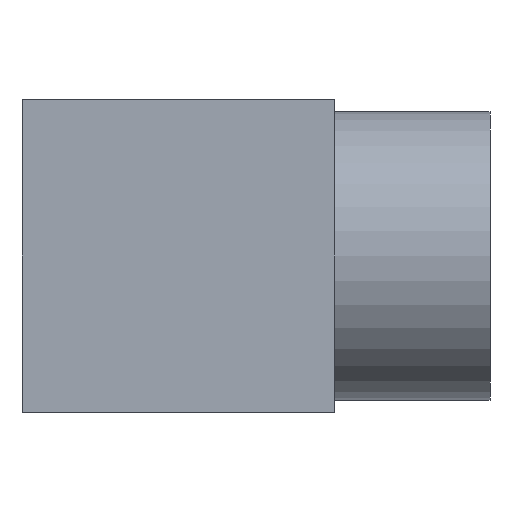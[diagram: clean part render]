
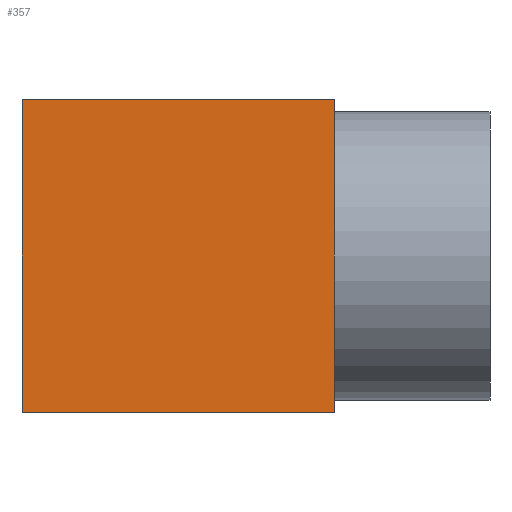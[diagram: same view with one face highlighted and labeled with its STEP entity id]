
A CAD part, left-side view. The second image highlights one B-rep face of the part: STEP entity #357.
In plain terms, the highlighted planar face has unit normal (-1, 0, 0).
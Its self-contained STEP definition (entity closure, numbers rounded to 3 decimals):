
#15=LINE('',#4099,#27);
#16=LINE('',#4101,#28);
#17=LINE('',#4103,#29);
#18=LINE('',#4104,#30);
#27=VECTOR('',#461,10.);
#28=VECTOR('',#462,10.);
#29=VECTOR('',#463,10.);
#30=VECTOR('',#464,10.);
#40=PLANE('',#399);
#86=FACE_OUTER_BOUND('',#116,.T.);
#116=EDGE_LOOP('',(#298,#299,#300,#301));
#194=VERTEX_POINT('',#4097);
#195=VERTEX_POINT('',#4098);
#196=VERTEX_POINT('',#4100);
#197=VERTEX_POINT('',#4102);
#236=EDGE_CURVE('',#194,#195,#15,.T.);
#237=EDGE_CURVE('',#194,#196,#16,.T.);
#238=EDGE_CURVE('',#197,#196,#17,.T.);
#239=EDGE_CURVE('',#195,#197,#18,.T.);
#298=ORIENTED_EDGE('',*,*,#236,.F.);
#299=ORIENTED_EDGE('',*,*,#237,.T.);
#300=ORIENTED_EDGE('',*,*,#238,.F.);
#301=ORIENTED_EDGE('',*,*,#239,.F.);
#357=ADVANCED_FACE('',(#86),#40,.T.);
#399=AXIS2_PLACEMENT_3D('',#4096,#459,#460);
#459=DIRECTION('center_axis',(-1.,0.,0.));
#460=DIRECTION('ref_axis',(0.,-1.,0.));
#461=DIRECTION('',(0.,1.,0.));
#462=DIRECTION('',(0.,0.,1.));
#463=DIRECTION('',(0.,-1.,0.));
#464=DIRECTION('',(0.,0.,1.));
#4096=CARTESIAN_POINT('Origin',(-15.,15.,0.));
#4097=CARTESIAN_POINT('',(-15.,-15.,0.));
#4098=CARTESIAN_POINT('',(-15.,15.,0.));
#4099=CARTESIAN_POINT('',(-15.,-15.,0.));
#4100=CARTESIAN_POINT('',(-15.,-15.,30.));
#4101=CARTESIAN_POINT('',(-15.,-15.,0.));
#4102=CARTESIAN_POINT('',(-15.,15.,30.));
#4103=CARTESIAN_POINT('',(-15.,-15.,30.));
#4104=CARTESIAN_POINT('',(-15.,15.,0.));
